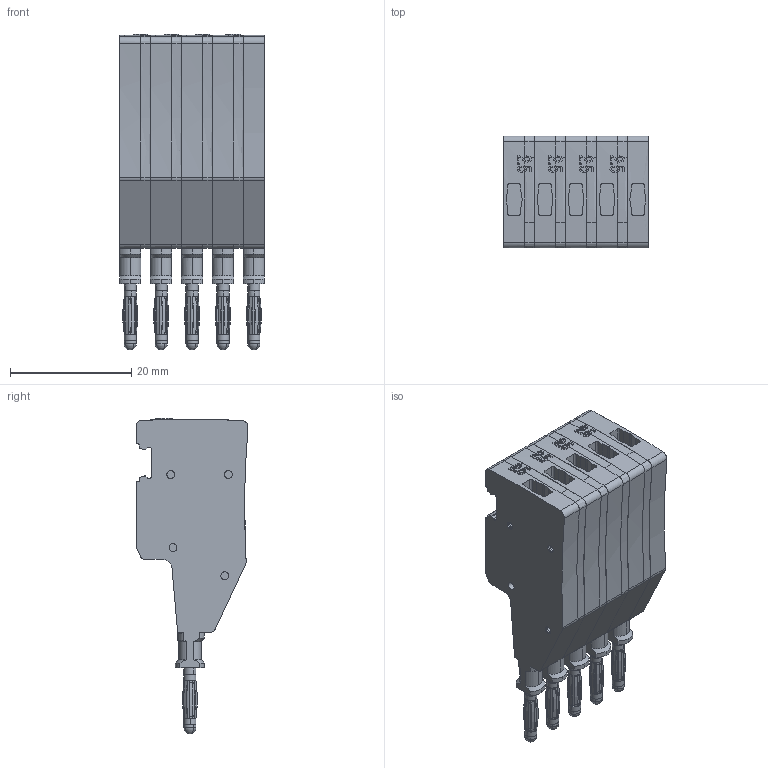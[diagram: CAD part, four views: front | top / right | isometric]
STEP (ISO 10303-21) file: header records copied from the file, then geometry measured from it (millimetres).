
FILE_DESCRIPTION(('CATIA V5R24 STEP','CAx-IF Rec.Pracs.--- Model Styling and Organization---1.2---2011-12-15'),'2;1');
FILE_NAME ('9155359_2', '2017-07-31T06:25:19+00:00', ('Weidmueller Interface'), ('Weidmueller'), 'CATIA Version 5-6 Release 2014 SP4 HF52', 'CATIA V5 STEP AP214', 'none');
FILE_SCHEMA(('AUTOMOTIVE_DESIGN { 1 0 10303 214 1 1 1 1 }'));
Length unit declared in the file: millimetre
Products named in the file (1): 2041180000_ATPG_2-5_5
Bounding box: 23.91 x 18.48 x 52.12 mm (x, y, z)
Volume: 12216.2 mm3; surface area: 9391.4 mm2
Topology: 7 solids, 7 shells, 1334 faces, 3811 edges, 2513 vertices
Faces by surface type: plane 684, cylinder 344, extrusion 210, cone 60, sphere 20, torus 16
Entity records: 48554 total; most frequent: CARTESIAN_POINT 15687, ORIENTED_EDGE 7582, DIRECTION 4710, EDGE_CURVE 3791, VERTEX_POINT 2513, VECTOR 2250, LINE 2040, AXIS2_PLACEMENT_3D 1602
